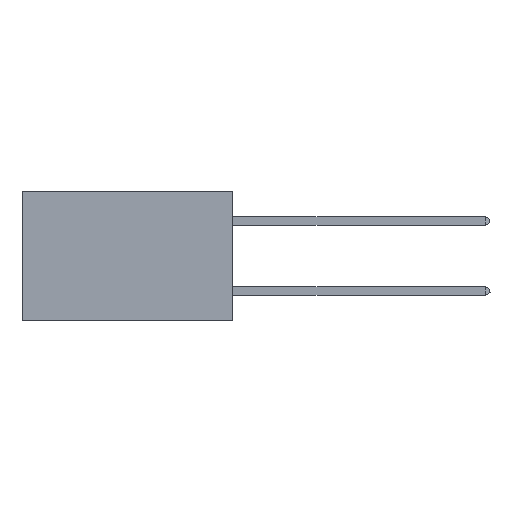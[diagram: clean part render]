
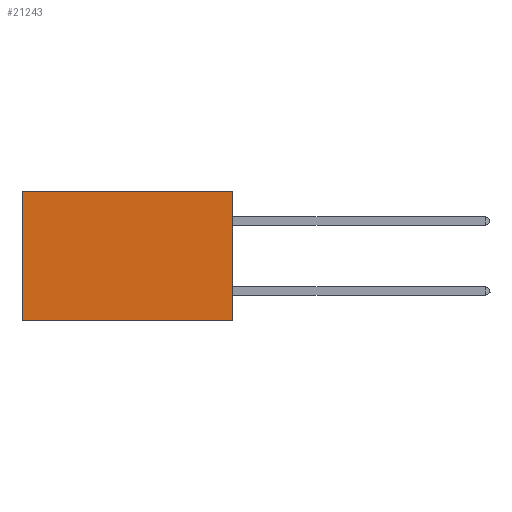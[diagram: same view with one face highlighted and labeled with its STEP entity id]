
A CAD part, left-side view. The second image highlights one B-rep face of the part: STEP entity #21243.
In plain terms, the highlighted planar face has unit normal (-1, 0, 0).
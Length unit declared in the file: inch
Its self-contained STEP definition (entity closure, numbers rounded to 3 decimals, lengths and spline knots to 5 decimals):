
#302 = CARTESIAN_POINT ( 'NONE',  ( 0.2875, 0.6, 0. ) ) ;
#769 = CARTESIAN_POINT ( 'NONE',  ( 0.2875, 0., -0.37 ) ) ;
#1358 = VECTOR ( 'NONE', #3169, 39.37008 ) ;
#1637 = VERTEX_POINT ( 'NONE', #17727 ) ;
#2933 = EDGE_CURVE ( 'NONE', #19036, #14540, #16990, .T. ) ;
#3169 = DIRECTION ( 'NONE',  ( 0., 1., 0. ) ) ;
#3586 = PLANE ( 'NONE',  #8989 ) ;
#7780 = VECTOR ( 'NONE', #14326, 39.37008 ) ;
#8639 = VECTOR ( 'NONE', #30670, 39.37008 ) ;
#8989 = AXIS2_PLACEMENT_3D ( 'NONE', #28854, #13163, #35040 ) ;
#13163 = DIRECTION ( 'NONE',  ( 1., 0., 0. ) ) ;
#13978 = FACE_OUTER_BOUND ( 'NONE', #34908, .T. ) ;
#14077 = CARTESIAN_POINT ( 'NONE',  ( 0.2875, 0., 0. ) ) ;
#14326 = DIRECTION ( 'NONE',  ( 0., 0., -1. ) ) ;
#14540 = VERTEX_POINT ( 'NONE', #17165 ) ;
#15107 = CARTESIAN_POINT ( 'NONE',  ( 0.2875, 0., 0. ) ) ;
#15185 = CARTESIAN_POINT ( 'NONE',  ( 0.2875, 0., 0. ) ) ;
#15270 = LINE ( 'NONE', #302, #38253 ) ;
#16990 = LINE ( 'NONE', #15185, #8639 ) ;
#17165 = CARTESIAN_POINT ( 'NONE',  ( 0.2875, 0.6, 0. ) ) ;
#17727 = CARTESIAN_POINT ( 'NONE',  ( 0.2875, 0.6, -0.37 ) ) ;
#18499 = CARTESIAN_POINT ( 'NONE',  ( 0.2875, 0., -0.37 ) ) ;
#19036 = VERTEX_POINT ( 'NONE', #15107 ) ;
#19301 = DIRECTION ( 'NONE',  ( 0., 0., -1. ) ) ;
#19724 = ORIENTED_EDGE ( 'NONE', *, *, #22271, .T. ) ;
#20859 = LINE ( 'NONE', #14077, #7780 ) ;
#21243 = ADVANCED_FACE ( 'NONE', ( #13978 ), #3586, .F. ) ;
#22271 = EDGE_CURVE ( 'NONE', #14540, #1637, #15270, .T. ) ;
#27279 = EDGE_CURVE ( 'NONE', #31651, #1637, #31135, .T. ) ;
#28854 = CARTESIAN_POINT ( 'NONE',  ( 0.2875, 0., 0. ) ) ;
#30670 = DIRECTION ( 'NONE',  ( 0., 1., 0. ) ) ;
#31135 = LINE ( 'NONE', #18499, #1358 ) ;
#31651 = VERTEX_POINT ( 'NONE', #769 ) ;
#32363 = EDGE_CURVE ( 'NONE', #19036, #31651, #20859, .T. ) ;
#34908 = EDGE_LOOP ( 'NONE', ( #19724, #35786, #35579, #36448 ) ) ;
#35040 = DIRECTION ( 'NONE',  ( 0., 0., -1. ) ) ;
#35579 = ORIENTED_EDGE ( 'NONE', *, *, #32363, .F. ) ;
#35786 = ORIENTED_EDGE ( 'NONE', *, *, #27279, .F. ) ;
#36448 = ORIENTED_EDGE ( 'NONE', *, *, #2933, .T. ) ;
#38253 = VECTOR ( 'NONE', #19301, 39.37008 ) ;
